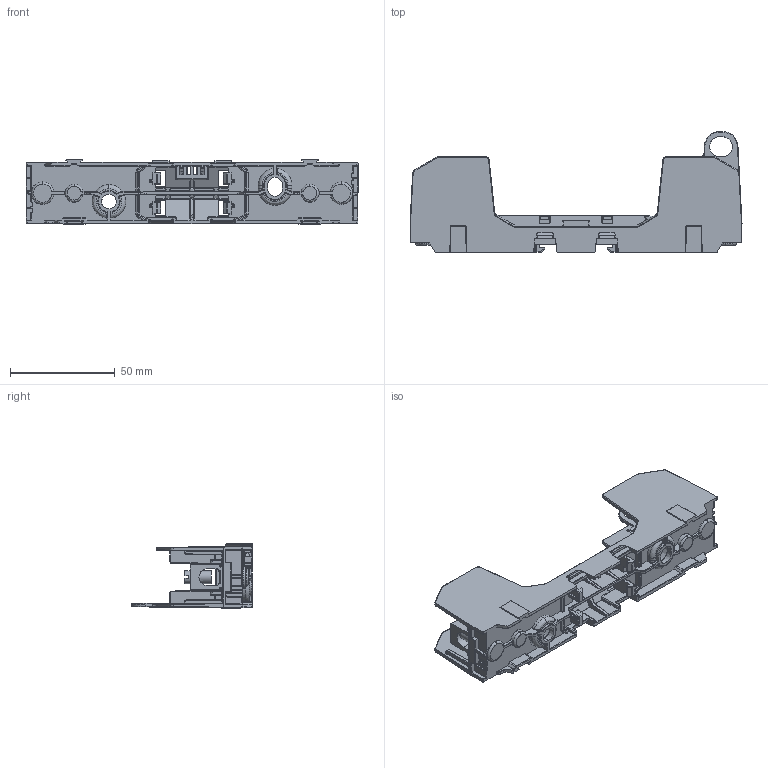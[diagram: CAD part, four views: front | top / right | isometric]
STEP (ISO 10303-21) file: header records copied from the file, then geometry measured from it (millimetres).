
FILE_DESCRIPTION (( 'STEP AP214' ), '1' );
FILE_NAME ('RM60030-1SR.STEP', '2019-07-31T16:20:07', ( '' ), ( '' ), 'SwSTEP 2.0', 'SolidWorks 2018', '' );
FILE_SCHEMA (( 'AUTOMOTIVE_DESIGN' ));
Length unit declared in the file: inch
Products named in the file (1): RM60030-1SR
Bounding box: 158.84 x 57.8 x 30.78 mm (x, y, z)
Volume: 52168.3 mm3; surface area: 41405.9 mm2
Topology: 7 solids, 17 shells, 3515 faces, 8496 edges, 4945 vertices
Faces by surface type: cylinder 1473, bspline 1196, plane 790, cone 56
Entity records: 131112 total; most frequent: CARTESIAN_POINT 54616, ORIENTED_EDGE 16872, DIRECTION 12899, EDGE_CURVE 8436, VERTEX_POINT 4945, AXIS2_PLACEMENT_3D 4635, VECTOR 3629, LINE 3629
